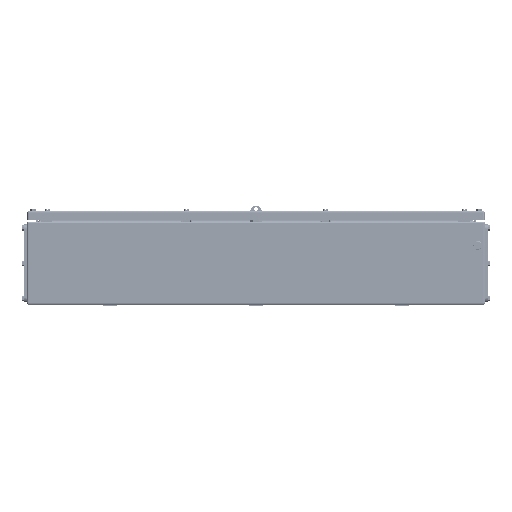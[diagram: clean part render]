
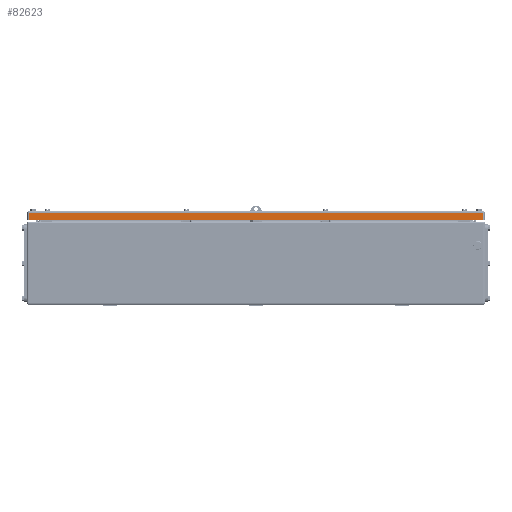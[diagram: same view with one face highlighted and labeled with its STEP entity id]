
A CAD part, left-side view. The second image highlights one B-rep face of the part: STEP entity #82623.
In plain terms, the highlighted planar face has unit normal (-1, 0, 0).
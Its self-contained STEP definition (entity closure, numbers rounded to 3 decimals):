
#82596=AXIS2_PLACEMENT_3D('Plane Axis2P3D',#82593,#82594,#82595) ;
#82366=CARTESIAN_POINT('Vertex',(41.,987.5,200.5)) ;
#82369=CARTESIAN_POINT('Line Origine',(41.,503.1,200.5)) ;
#82373=CARTESIAN_POINT('Vertex',(41.,14.5,200.5)) ;
#82593=CARTESIAN_POINT('Axis2P3D Location',(41.,11.5,183.5)) ;
#82598=CARTESIAN_POINT('Line Origine',(41.,987.5,192.)) ;
#82602=CARTESIAN_POINT('Vertex',(41.,987.5,183.5)) ;
#82605=CARTESIAN_POINT('Line Origine',(41.,501.,183.5)) ;
#82609=CARTESIAN_POINT('Vertex',(41.,14.5,183.5)) ;
#82612=CARTESIAN_POINT('Line Origine',(41.,14.5,192.)) ;
#82370=DIRECTION('Vector Direction',(0.,-1.,0.)) ;
#82594=DIRECTION('Axis2P3D Direction',(1.,0.,0.)) ;
#82595=DIRECTION('Axis2P3D XDirection',(0.,1.,0.)) ;
#82599=DIRECTION('Vector Direction',(0.,0.,1.)) ;
#82606=DIRECTION('Vector Direction',(0.,1.,0.)) ;
#82613=DIRECTION('Vector Direction',(0.,0.,1.)) ;
#82371=VECTOR('Line Direction',#82370,1.) ;
#82600=VECTOR('Line Direction',#82599,1.) ;
#82607=VECTOR('Line Direction',#82606,1.) ;
#82614=VECTOR('Line Direction',#82613,1.) ;
#82618=ORIENTED_EDGE('',*,*,#82375,.F.) ;
#82619=ORIENTED_EDGE('',*,*,#82604,.F.) ;
#82620=ORIENTED_EDGE('',*,*,#82611,.T.) ;
#82621=ORIENTED_EDGE('',*,*,#82616,.T.) ;
#82623=ADVANCED_FACE('ZUB.2\\ZUB_DE_KTB_MH_980x740.1\\DE_KTB_MH_PART_MASTER.1\\Koerper.2',(#82622),#82597,.F.) ;
#82375=EDGE_CURVE('',#82367,#82374,#82372,.T.) ;
#82604=EDGE_CURVE('',#82603,#82367,#82601,.T.) ;
#82611=EDGE_CURVE('',#82603,#82610,#82608,.F.) ;
#82616=EDGE_CURVE('',#82610,#82374,#82615,.T.) ;
#82617=EDGE_LOOP('',(#82618,#82619,#82620,#82621)) ;
#82622=FACE_OUTER_BOUND('',#82617,.T.) ;
#82372=LINE('Line',#82369,#82371) ;
#82601=LINE('Line',#82598,#82600) ;
#82608=LINE('Line',#82605,#82607) ;
#82615=LINE('Line',#82612,#82614) ;
#82597=PLANE('',#82596) ;
#82367=VERTEX_POINT('',#82366) ;
#82374=VERTEX_POINT('',#82373) ;
#82603=VERTEX_POINT('',#82602) ;
#82610=VERTEX_POINT('',#82609) ;
